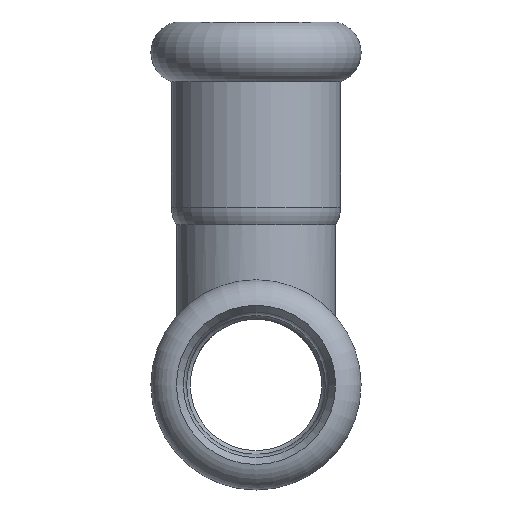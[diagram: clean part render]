
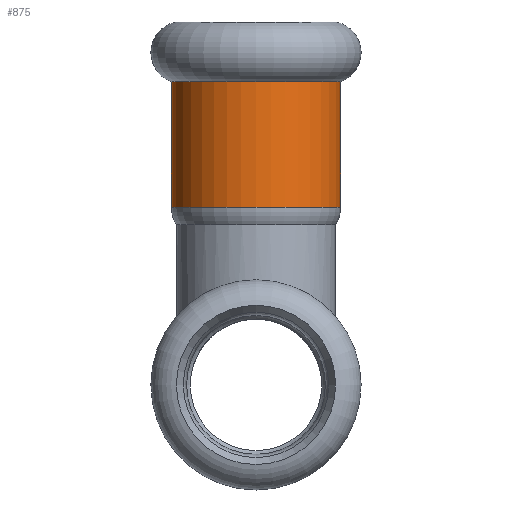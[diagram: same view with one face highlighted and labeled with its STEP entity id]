
A CAD part, left-side view. The second image highlights one B-rep face of the part: STEP entity #875.
In plain terms, the highlighted cylindrical face has radius 9.15 mm (diameter 18.3 mm), a full revolution.
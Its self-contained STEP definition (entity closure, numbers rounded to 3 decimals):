
#47=LINE('',#1554,#71);
#71=VECTOR('',#1250,9.15);
#95=CYLINDRICAL_SURFACE('',#1004,9.15);
#121=FACE_OUTER_BOUND('',#164,.T.);
#164=EDGE_LOOP('',(#656,#657,#658,#659,#660,#661,#662,#663));
#210=CIRCLE('',#946,9.15);
#211=CIRCLE('',#947,9.15);
#212=CIRCLE('',#948,9.15);
#251=CIRCLE('',#998,9.15);
#252=CIRCLE('',#999,9.15);
#253=CIRCLE('',#1000,9.15);
#317=VERTEX_POINT('',#1448);
#318=VERTEX_POINT('',#1450);
#319=VERTEX_POINT('',#1452);
#353=VERTEX_POINT('',#1542);
#354=VERTEX_POINT('',#1543);
#355=VERTEX_POINT('',#1545);
#425=EDGE_CURVE('',#317,#318,#210,.T.);
#426=EDGE_CURVE('',#318,#319,#211,.T.);
#427=EDGE_CURVE('',#319,#317,#212,.T.);
#471=EDGE_CURVE('',#353,#354,#251,.T.);
#472=EDGE_CURVE('',#355,#353,#252,.T.);
#473=EDGE_CURVE('',#354,#355,#253,.T.);
#477=EDGE_CURVE('',#319,#355,#47,.T.);
#656=ORIENTED_EDGE('',*,*,#426,.F.);
#657=ORIENTED_EDGE('',*,*,#425,.F.);
#658=ORIENTED_EDGE('',*,*,#427,.F.);
#659=ORIENTED_EDGE('',*,*,#477,.T.);
#660=ORIENTED_EDGE('',*,*,#472,.T.);
#661=ORIENTED_EDGE('',*,*,#471,.T.);
#662=ORIENTED_EDGE('',*,*,#473,.T.);
#663=ORIENTED_EDGE('',*,*,#477,.F.);
#875=ADVANCED_FACE('',(#121),#95,.T.);
#946=AXIS2_PLACEMENT_3D('',#1451,#1127,#1128);
#947=AXIS2_PLACEMENT_3D('',#1453,#1129,#1130);
#948=AXIS2_PLACEMENT_3D('',#1454,#1131,#1132);
#998=AXIS2_PLACEMENT_3D('',#1544,#1236,#1237);
#999=AXIS2_PLACEMENT_3D('',#1546,#1238,#1239);
#1000=AXIS2_PLACEMENT_3D('',#1547,#1240,#1241);
#1004=AXIS2_PLACEMENT_3D('',#1553,#1248,#1249);
#1127=DIRECTION('center_axis',(0.,0.,1.));
#1128=DIRECTION('ref_axis',(0.,-1.,0.));
#1129=DIRECTION('center_axis',(0.,0.,1.));
#1130=DIRECTION('ref_axis',(0.,-1.,0.));
#1131=DIRECTION('center_axis',(0.,0.,1.));
#1132=DIRECTION('ref_axis',(0.,-1.,0.));
#1236=DIRECTION('center_axis',(0.,0.,1.));
#1237=DIRECTION('ref_axis',(0.,-1.,0.));
#1238=DIRECTION('center_axis',(0.,0.,1.));
#1239=DIRECTION('ref_axis',(0.,-1.,0.));
#1240=DIRECTION('center_axis',(0.,0.,1.));
#1241=DIRECTION('ref_axis',(0.,-1.,0.));
#1248=DIRECTION('center_axis',(0.,0.,1.));
#1249=DIRECTION('ref_axis',(0.,-1.,0.));
#1250=DIRECTION('',(0.,0.,-1.));
#1448=CARTESIAN_POINT('',(-9.15,0.,32.763));
#1450=CARTESIAN_POINT('',(0.,-9.15,32.763));
#1451=CARTESIAN_POINT('Origin',(0.,0.,32.763));
#1452=CARTESIAN_POINT('',(0.,9.15,32.763));
#1453=CARTESIAN_POINT('Origin',(0.,0.,32.763));
#1454=CARTESIAN_POINT('Origin',(0.,0.,32.763));
#1542=CARTESIAN_POINT('',(0.,-9.15,19.2));
#1543=CARTESIAN_POINT('',(9.15,0.,19.2));
#1544=CARTESIAN_POINT('Origin',(0.,0.,19.2));
#1545=CARTESIAN_POINT('',(0.,9.15,19.2));
#1546=CARTESIAN_POINT('Origin',(0.,0.,19.2));
#1547=CARTESIAN_POINT('Origin',(0.,0.,19.2));
#1553=CARTESIAN_POINT('Origin',(0.,0.,25.981));
#1554=CARTESIAN_POINT('',(0.,9.15,25.981));
